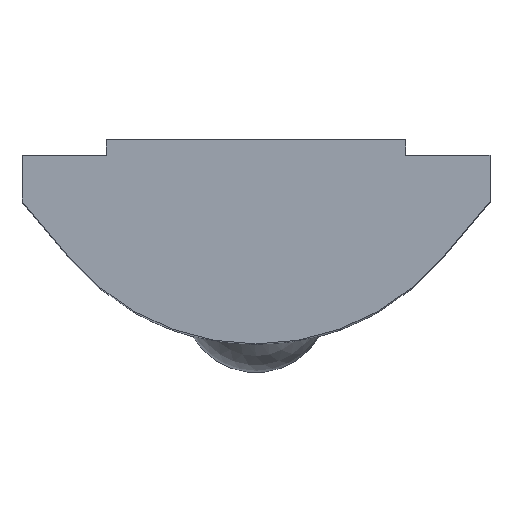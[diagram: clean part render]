
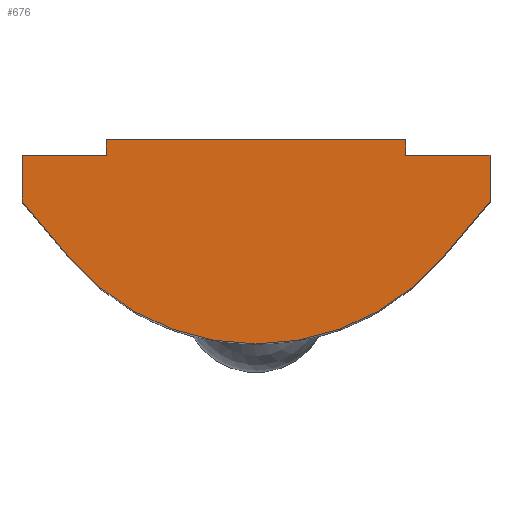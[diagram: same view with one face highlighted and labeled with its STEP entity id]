
A CAD part, top view. The second image highlights one B-rep face of the part: STEP entity #676.
In plain terms, the highlighted planar face has unit normal (0, 0, 1).
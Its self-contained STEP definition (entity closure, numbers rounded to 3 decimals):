
#358=PLANE('',#657);
#380=VECTOR('',#607,1.);
#383=VECTOR('',#612,1.);
#384=VECTOR('',#613,1.);
#385=VECTOR('',#614,1.);
#386=VECTOR('',#615,1.);
#387=VECTOR('',#616,1.);
#388=VECTOR('',#617,1.);
#389=VECTOR('',#618,1.);
#390=VECTOR('',#619,1.);
#408=LINE('',#1531,#380);
#411=LINE('',#1535,#383);
#412=LINE('',#1537,#384);
#413=LINE('',#1539,#385);
#414=LINE('',#1541,#386);
#415=LINE('',#1543,#387);
#416=LINE('',#1545,#388);
#417=LINE('',#1547,#389);
#418=LINE('',#1548,#390);
#445=ORIENTED_EDGE('',*,*,#532,.F.);
#446=ORIENTED_EDGE('',*,*,#535,.F.);
#447=ORIENTED_EDGE('',*,*,#519,.T.);
#448=ORIENTED_EDGE('',*,*,#536,.T.);
#449=ORIENTED_EDGE('',*,*,#537,.T.);
#450=ORIENTED_EDGE('',*,*,#538,.T.);
#451=ORIENTED_EDGE('',*,*,#539,.T.);
#452=ORIENTED_EDGE('',*,*,#540,.T.);
#453=ORIENTED_EDGE('',*,*,#541,.F.);
#454=ORIENTED_EDGE('',*,*,#542,.T.);
#492=CIRCLE('',#654,8.);
#496=VERTEX_POINT('',#694);
#497=VERTEX_POINT('',#696);
#508=VERTEX_POINT('',#1529);
#509=VERTEX_POINT('',#1530);
#510=VERTEX_POINT('',#1536);
#511=VERTEX_POINT('',#1538);
#512=VERTEX_POINT('',#1540);
#513=VERTEX_POINT('',#1542);
#514=VERTEX_POINT('',#1544);
#515=VERTEX_POINT('',#1546);
#519=EDGE_CURVE('',#497,#496,#492,.T.);
#532=EDGE_CURVE('',#508,#509,#408,.T.);
#535=EDGE_CURVE('',#497,#508,#411,.T.);
#536=EDGE_CURVE('',#496,#510,#412,.T.);
#537=EDGE_CURVE('',#510,#511,#413,.T.);
#538=EDGE_CURVE('',#511,#512,#414,.T.);
#539=EDGE_CURVE('',#512,#513,#415,.T.);
#540=EDGE_CURVE('',#513,#514,#416,.T.);
#541=EDGE_CURVE('',#515,#514,#417,.T.);
#542=EDGE_CURVE('',#515,#509,#418,.T.);
#555=EDGE_LOOP('',(#445,#446,#447,#448,#449,#450,#451,#452,#453,#454));
#573=FACE_BOUND('',#555,.T.);
#591=DIRECTION('',(0.,0.,1.));
#592=DIRECTION('',(-6.128,-5.142,0.));
#607=DIRECTION('',(0.,1.5,0.));
#610=DIRECTION('',(0.,0.,1.));
#611=DIRECTION('',(0.,-1.,0.));
#612=DIRECTION('',(-1.522,1.813,0.));
#613=DIRECTION('',(1.522,1.813,0.));
#614=DIRECTION('',(0.,1.5,0.));
#615=DIRECTION('',(-2.75,0.,0.));
#616=DIRECTION('',(0.,0.5,0.));
#617=DIRECTION('',(-9.8,0.,0.));
#618=DIRECTION('',(0.,0.5,0.));
#619=DIRECTION('',(-2.75,0.,0.));
#654=AXIS2_PLACEMENT_3D('',#697,#591,#592);
#657=AXIS2_PLACEMENT_3D('',#1534,#610,#611);
#676=ADVANCED_FACE('',(#573),#358,.T.);
#694=CARTESIAN_POINT('',(6.128,-3.813,23.));
#696=CARTESIAN_POINT('',(-6.128,-3.813,23.));
#697=CARTESIAN_POINT('',(0.,1.329,23.));
#1529=CARTESIAN_POINT('',(-7.65,-2.,23.));
#1530=CARTESIAN_POINT('',(-7.65,-0.5,23.));
#1531=CARTESIAN_POINT('',(-7.65,-2.,23.));
#1534=CARTESIAN_POINT('',(-7.65,-2.,23.));
#1535=CARTESIAN_POINT('',(-6.128,-3.813,23.));
#1536=CARTESIAN_POINT('',(7.65,-2.,23.));
#1537=CARTESIAN_POINT('',(6.128,-3.813,23.));
#1538=CARTESIAN_POINT('',(7.65,-0.5,23.));
#1539=CARTESIAN_POINT('',(7.65,-2.,23.));
#1540=CARTESIAN_POINT('',(4.9,-0.5,23.));
#1541=CARTESIAN_POINT('',(7.65,-0.5,23.));
#1542=CARTESIAN_POINT('',(4.9,0.,23.));
#1543=CARTESIAN_POINT('',(4.9,-0.5,23.));
#1544=CARTESIAN_POINT('',(-4.9,0.,23.));
#1545=CARTESIAN_POINT('',(4.9,0.,23.));
#1546=CARTESIAN_POINT('',(-4.9,-0.5,23.));
#1547=CARTESIAN_POINT('',(-4.9,-0.5,23.));
#1548=CARTESIAN_POINT('',(-4.9,-0.5,23.));
